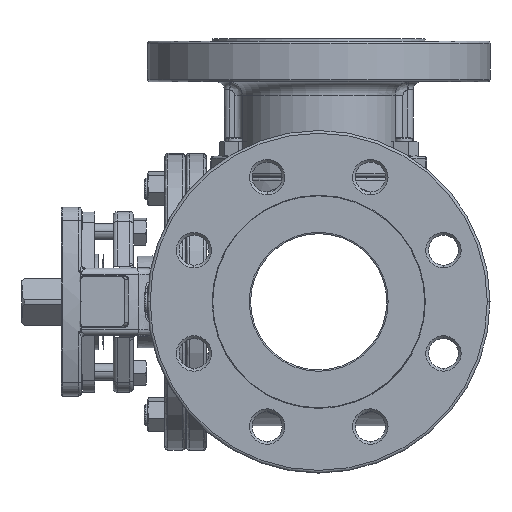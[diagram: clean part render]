
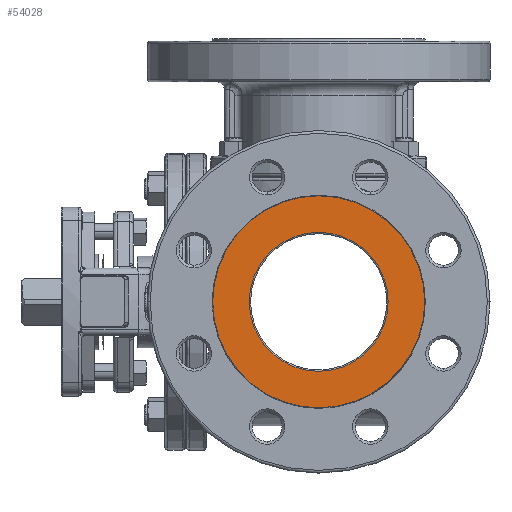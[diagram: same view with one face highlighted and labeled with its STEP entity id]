
A CAD part, left-side view. The second image highlights one B-rep face of the part: STEP entity #54028.
In plain terms, the highlighted planar face has unit normal (-1, 0, 0).
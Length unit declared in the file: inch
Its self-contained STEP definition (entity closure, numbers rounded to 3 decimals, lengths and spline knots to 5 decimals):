
#2879 = CARTESIAN_POINT ( 'NONE',  ( -7.675, 3.09449, 0. ) ) ;
#3945 = DIRECTION ( 'NONE',  ( 0., 1., 0. ) ) ;
#4042 = CIRCLE ( 'NONE', #33793, 3.09449 ) ;
#5109 = ORIENTED_EDGE ( 'NONE', *, *, #70732, .F. ) ;
#6990 = CARTESIAN_POINT ( 'NONE',  ( -7.675, -2.02756, 0. ) ) ;
#7418 = EDGE_CURVE ( 'NONE', #44927, #30676, #75907, .T. ) ;
#9314 = EDGE_CURVE ( 'NONE', #20993, #14581, #64528, .T. ) ;
#9430 = EDGE_LOOP ( 'NONE', ( #5109, #39094 ) ) ;
#14581 = VERTEX_POINT ( 'NONE', #23329 ) ;
#16212 = DIRECTION ( 'NONE',  ( 0., 1., 0. ) ) ;
#18180 = DIRECTION ( 'NONE',  ( 0., 1., 0. ) ) ;
#19310 = PLANE ( 'NONE',  #30230 ) ;
#20664 = ORIENTED_EDGE ( 'NONE', *, *, #7418, .T. ) ;
#20993 = VERTEX_POINT ( 'NONE', #2879 ) ;
#21646 = CARTESIAN_POINT ( 'NONE',  ( -7.675, 0., 0. ) ) ;
#22013 = DIRECTION ( 'NONE',  ( 1., 0., 0. ) ) ;
#22806 = DIRECTION ( 'NONE',  ( 0., -1., 0. ) ) ;
#23329 = CARTESIAN_POINT ( 'NONE',  ( -7.675, -3.09449, 0. ) ) ;
#24028 = FACE_OUTER_BOUND ( 'NONE', #9430, .T. ) ;
#26895 = CARTESIAN_POINT ( 'NONE',  ( -7.675, 0., 0. ) ) ;
#28947 = CIRCLE ( 'NONE', #57504, 2.02756 ) ;
#30230 = AXIS2_PLACEMENT_3D ( 'NONE', #41500, #71298, #18180 ) ;
#30676 = VERTEX_POINT ( 'NONE', #6990 ) ;
#31045 = AXIS2_PLACEMENT_3D ( 'NONE', #34444, #52321, #22806 ) ;
#32298 = DIRECTION ( 'NONE',  ( 1., 0., 0. ) ) ;
#33793 = AXIS2_PLACEMENT_3D ( 'NONE', #53826, #65053, #65824 ) ;
#34444 = CARTESIAN_POINT ( 'NONE',  ( -7.675, 0., 0. ) ) ;
#39094 = ORIENTED_EDGE ( 'NONE', *, *, #9314, .F. ) ;
#41500 = CARTESIAN_POINT ( 'NONE',  ( -7.675, 3.09449, 0. ) ) ;
#42644 = FACE_BOUND ( 'NONE', #58319, .T. ) ;
#44927 = VERTEX_POINT ( 'NONE', #76150 ) ;
#52321 = DIRECTION ( 'NONE',  ( 1., 0., 0. ) ) ;
#53826 = CARTESIAN_POINT ( 'NONE',  ( -7.675, 0., 0. ) ) ;
#54028 = ADVANCED_FACE ( 'NONE', ( #42644, #24028 ), #19310, .T. ) ;
#57504 = AXIS2_PLACEMENT_3D ( 'NONE', #21646, #22013, #16212 ) ;
#58319 = EDGE_LOOP ( 'NONE', ( #20664, #71132 ) ) ;
#64528 = CIRCLE ( 'NONE', #31045, 3.09449 ) ;
#65053 = DIRECTION ( 'NONE',  ( 1., 0., 0. ) ) ;
#65824 = DIRECTION ( 'NONE',  ( 0., -1., 0. ) ) ;
#66422 = EDGE_CURVE ( 'NONE', #30676, #44927, #28947, .T. ) ;
#67266 = AXIS2_PLACEMENT_3D ( 'NONE', #26895, #32298, #3945 ) ;
#70732 = EDGE_CURVE ( 'NONE', #14581, #20993, #4042, .T. ) ;
#71132 = ORIENTED_EDGE ( 'NONE', *, *, #66422, .T. ) ;
#71298 = DIRECTION ( 'NONE',  ( -1., 0., 0. ) ) ;
#75907 = CIRCLE ( 'NONE', #67266, 2.02756 ) ;
#76150 = CARTESIAN_POINT ( 'NONE',  ( -7.675, 2.02756, 0. ) ) ;
